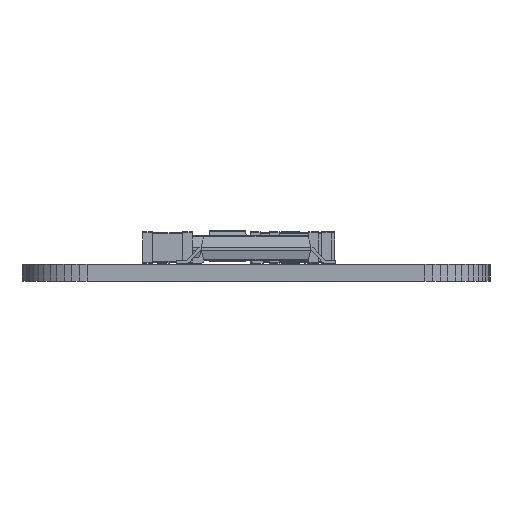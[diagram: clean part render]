
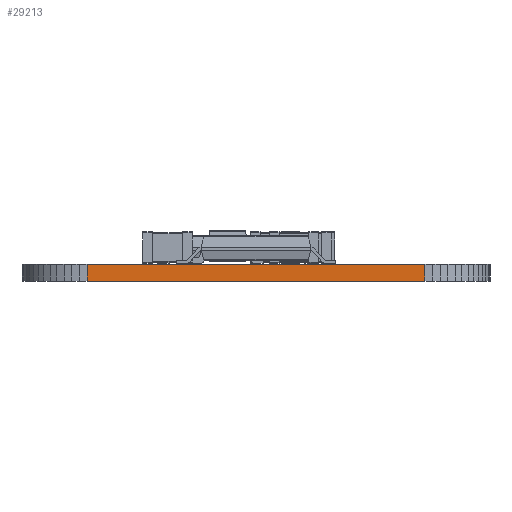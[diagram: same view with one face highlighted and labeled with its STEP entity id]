
A CAD part, front view. The second image highlights one B-rep face of the part: STEP entity #29213.
In plain terms, the highlighted planar face has unit normal (0, -1, 0).
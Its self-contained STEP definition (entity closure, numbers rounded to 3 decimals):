
#22022 = PLANE('',#22023);
#22023 = AXIS2_PLACEMENT_3D('',#22024,#22025,#22026);
#22024 = CARTESIAN_POINT('',(7.62,-18.882,0.68));
#22025 = DIRECTION('',(-0.,-0.,-1.));
#22026 = DIRECTION('',(-1.,0.,0.));
#22076 = PLANE('',#22077);
#22077 = AXIS2_PLACEMENT_3D('',#22078,#22079,#22080);
#22078 = CARTESIAN_POINT('',(7.62,-18.882,0.));
#22079 = DIRECTION('',(-0.,-0.,-1.));
#22080 = DIRECTION('',(-1.,0.,0.));
#22913 = VERTEX_POINT('',#22914);
#22914 = CARTESIAN_POINT('',(14.404,-40.714,0.));
#22928 = PLANE('',#22929);
#22929 = AXIS2_PLACEMENT_3D('',#22930,#22931,#22932);
#22930 = CARTESIAN_POINT('',(14.719,-40.695,0.));
#22931 = DIRECTION('',(0.06,-0.998,0.));
#22932 = DIRECTION('',(-0.998,-0.06,0.));
#22940 = EDGE_CURVE('',#22913,#22941,#22943,.T.);
#22941 = VERTEX_POINT('',#22942);
#22942 = CARTESIAN_POINT('',(0.836,-40.714,0.));
#22943 = SURFACE_CURVE('',#22944,(#22948,#22955),.PCURVE_S1.);
#22944 = LINE('',#22945,#22946);
#22945 = CARTESIAN_POINT('',(14.404,-40.714,0.));
#22946 = VECTOR('',#22947,1.);
#22947 = DIRECTION('',(-1.,0.,0.));
#22948 = PCURVE('',#22076,#22949);
#22949 = DEFINITIONAL_REPRESENTATION('',(#22950),#22954);
#22950 = LINE('',#22951,#22952);
#22951 = CARTESIAN_POINT('',(-6.784,-21.832));
#22952 = VECTOR('',#22953,1.);
#22953 = DIRECTION('',(1.,0.));
#22954 = ( GEOMETRIC_REPRESENTATION_CONTEXT(2) 
PARAMETRIC_REPRESENTATION_CONTEXT() REPRESENTATION_CONTEXT('2D SPACE',''
  ) );
#22955 = PCURVE('',#22956,#22961);
#22956 = PLANE('',#22957);
#22957 = AXIS2_PLACEMENT_3D('',#22958,#22959,#22960);
#22958 = CARTESIAN_POINT('',(14.404,-40.714,0.));
#22959 = DIRECTION('',(0.,-1.,0.));
#22960 = DIRECTION('',(-1.,0.,0.));
#22961 = DEFINITIONAL_REPRESENTATION('',(#22962),#22966);
#22962 = LINE('',#22963,#22964);
#22963 = CARTESIAN_POINT('',(0.,0.));
#22964 = VECTOR('',#22965,1.);
#22965 = DIRECTION('',(1.,0.));
#22966 = ( GEOMETRIC_REPRESENTATION_CONTEXT(2) 
PARAMETRIC_REPRESENTATION_CONTEXT() REPRESENTATION_CONTEXT('2D SPACE',''
  ) );
#22984 = PLANE('',#22985);
#22985 = AXIS2_PLACEMENT_3D('',#22986,#22987,#22988);
#22986 = CARTESIAN_POINT('',(0.836,-40.714,0.));
#22987 = DIRECTION('',(-0.06,-0.998,0.));
#22988 = DIRECTION('',(-0.998,0.06,0.));
#25844 = VERTEX_POINT('',#25845);
#25845 = CARTESIAN_POINT('',(14.404,-40.714,0.68));
#25866 = EDGE_CURVE('',#25844,#25867,#25869,.T.);
#25867 = VERTEX_POINT('',#25868);
#25868 = CARTESIAN_POINT('',(0.836,-40.714,0.68));
#25869 = SURFACE_CURVE('',#25870,(#25874,#25881),.PCURVE_S1.);
#25870 = LINE('',#25871,#25872);
#25871 = CARTESIAN_POINT('',(14.404,-40.714,0.68));
#25872 = VECTOR('',#25873,1.);
#25873 = DIRECTION('',(-1.,0.,0.));
#25874 = PCURVE('',#22022,#25875);
#25875 = DEFINITIONAL_REPRESENTATION('',(#25876),#25880);
#25876 = LINE('',#25877,#25878);
#25877 = CARTESIAN_POINT('',(-6.784,-21.832));
#25878 = VECTOR('',#25879,1.);
#25879 = DIRECTION('',(1.,0.));
#25880 = ( GEOMETRIC_REPRESENTATION_CONTEXT(2) 
PARAMETRIC_REPRESENTATION_CONTEXT() REPRESENTATION_CONTEXT('2D SPACE',''
  ) );
#25881 = PCURVE('',#22956,#25882);
#25882 = DEFINITIONAL_REPRESENTATION('',(#25883),#25887);
#25883 = LINE('',#25884,#25885);
#25884 = CARTESIAN_POINT('',(0.,-0.68));
#25885 = VECTOR('',#25886,1.);
#25886 = DIRECTION('',(1.,0.));
#25887 = ( GEOMETRIC_REPRESENTATION_CONTEXT(2) 
PARAMETRIC_REPRESENTATION_CONTEXT() REPRESENTATION_CONTEXT('2D SPACE',''
  ) );
#29165 = EDGE_CURVE('',#22913,#25844,#29166,.T.);
#29166 = SURFACE_CURVE('',#29167,(#29171,#29178),.PCURVE_S1.);
#29167 = LINE('',#29168,#29169);
#29168 = CARTESIAN_POINT('',(14.404,-40.714,0.));
#29169 = VECTOR('',#29170,1.);
#29170 = DIRECTION('',(0.,0.,1.));
#29171 = PCURVE('',#22928,#29172);
#29172 = DEFINITIONAL_REPRESENTATION('',(#29173),#29177);
#29173 = LINE('',#29174,#29175);
#29174 = CARTESIAN_POINT('',(0.316,0.));
#29175 = VECTOR('',#29176,1.);
#29176 = DIRECTION('',(0.,-1.));
#29177 = ( GEOMETRIC_REPRESENTATION_CONTEXT(2) 
PARAMETRIC_REPRESENTATION_CONTEXT() REPRESENTATION_CONTEXT('2D SPACE',''
  ) );
#29178 = PCURVE('',#22956,#29179);
#29179 = DEFINITIONAL_REPRESENTATION('',(#29180),#29184);
#29180 = LINE('',#29181,#29182);
#29181 = CARTESIAN_POINT('',(0.,0.));
#29182 = VECTOR('',#29183,1.);
#29183 = DIRECTION('',(0.,-1.));
#29184 = ( GEOMETRIC_REPRESENTATION_CONTEXT(2) 
PARAMETRIC_REPRESENTATION_CONTEXT() REPRESENTATION_CONTEXT('2D SPACE',''
  ) );
#29213 = ADVANCED_FACE('',(#29214),#22956,.T.);
#29214 = FACE_BOUND('',#29215,.T.);
#29215 = EDGE_LOOP('',(#29216,#29217,#29218,#29239));
#29216 = ORIENTED_EDGE('',*,*,#29165,.T.);
#29217 = ORIENTED_EDGE('',*,*,#25866,.T.);
#29218 = ORIENTED_EDGE('',*,*,#29219,.F.);
#29219 = EDGE_CURVE('',#22941,#25867,#29220,.T.);
#29220 = SURFACE_CURVE('',#29221,(#29225,#29232),.PCURVE_S1.);
#29221 = LINE('',#29222,#29223);
#29222 = CARTESIAN_POINT('',(0.836,-40.714,0.));
#29223 = VECTOR('',#29224,1.);
#29224 = DIRECTION('',(0.,0.,1.));
#29225 = PCURVE('',#22956,#29226);
#29226 = DEFINITIONAL_REPRESENTATION('',(#29227),#29231);
#29227 = LINE('',#29228,#29229);
#29228 = CARTESIAN_POINT('',(13.569,0.));
#29229 = VECTOR('',#29230,1.);
#29230 = DIRECTION('',(0.,-1.));
#29231 = ( GEOMETRIC_REPRESENTATION_CONTEXT(2) 
PARAMETRIC_REPRESENTATION_CONTEXT() REPRESENTATION_CONTEXT('2D SPACE',''
  ) );
#29232 = PCURVE('',#22984,#29233);
#29233 = DEFINITIONAL_REPRESENTATION('',(#29234),#29238);
#29234 = LINE('',#29235,#29236);
#29235 = CARTESIAN_POINT('',(0.,0.));
#29236 = VECTOR('',#29237,1.);
#29237 = DIRECTION('',(0.,-1.));
#29238 = ( GEOMETRIC_REPRESENTATION_CONTEXT(2) 
PARAMETRIC_REPRESENTATION_CONTEXT() REPRESENTATION_CONTEXT('2D SPACE',''
  ) );
#29239 = ORIENTED_EDGE('',*,*,#22940,.F.);
